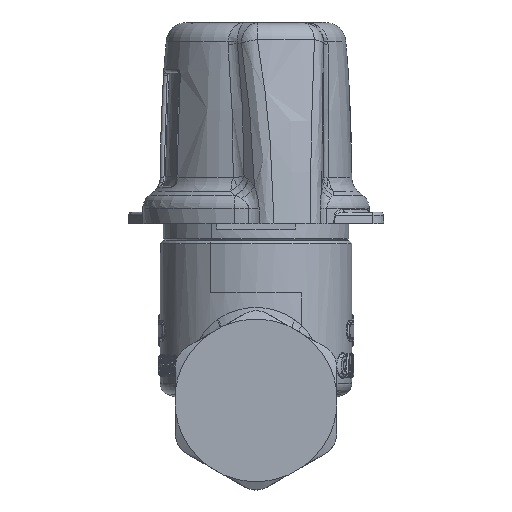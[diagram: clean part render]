
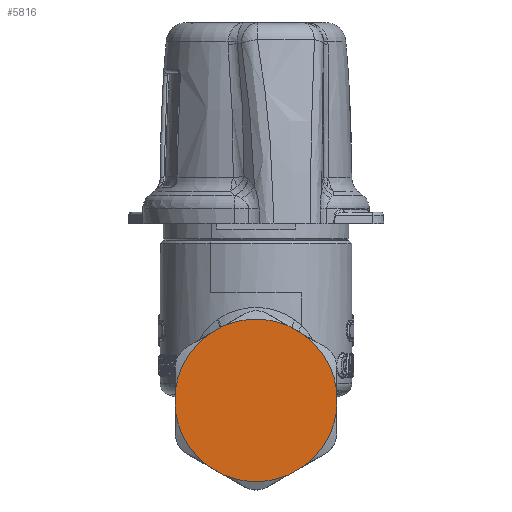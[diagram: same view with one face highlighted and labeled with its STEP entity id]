
A CAD part, front view. The second image highlights one B-rep face of the part: STEP entity #5816.
In plain terms, the highlighted planar face has unit normal (0, -1, 0).
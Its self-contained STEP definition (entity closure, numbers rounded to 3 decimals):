
#5429=CARTESIAN_POINT('Axis2P3D Location',(0.,-32.5,-40.593)) ;
#5433=CARTESIAN_POINT('Vertex',(13.9,-32.5,-38.923)) ;
#5435=CARTESIAN_POINT('Vertex',(8.397,-32.5,-29.391)) ;
#5504=CARTESIAN_POINT('Axis2P3D Location',(0.,-32.5,-40.593)) ;
#5508=CARTESIAN_POINT('Vertex',(-13.9,-32.5,-42.264)) ;
#5510=CARTESIAN_POINT('Vertex',(-8.397,-32.5,-51.796)) ;
#5625=CARTESIAN_POINT('Axis2P3D Location',(0.,-32.5,-40.593)) ;
#5629=CARTESIAN_POINT('Vertex',(-5.503,-32.5,-53.466)) ;
#5631=CARTESIAN_POINT('Vertex',(5.503,-32.5,-53.466)) ;
#5654=CARTESIAN_POINT('Axis2P3D Location',(0.,-32.5,-40.593)) ;
#5658=CARTESIAN_POINT('Vertex',(8.397,-32.5,-51.796)) ;
#5660=CARTESIAN_POINT('Vertex',(13.9,-32.5,-42.264)) ;
#5729=CARTESIAN_POINT('Axis2P3D Location',(0.,-32.5,-40.593)) ;
#5733=CARTESIAN_POINT('Vertex',(5.503,-32.5,-27.72)) ;
#5735=CARTESIAN_POINT('Vertex',(-5.503,-32.5,-27.72)) ;
#5758=CARTESIAN_POINT('Axis2P3D Location',(0.,-32.5,-29.893)) ;
#5763=CARTESIAN_POINT('Line Origine',(6.95,-32.5,-28.556)) ;
#5768=CARTESIAN_POINT('Line Origine',(-6.95,-32.5,-28.556)) ;
#5772=CARTESIAN_POINT('Vertex',(-8.397,-32.5,-29.391)) ;
#5775=CARTESIAN_POINT('Axis2P3D Location',(0.,-32.5,-40.593)) ;
#5779=CARTESIAN_POINT('Vertex',(-13.9,-32.5,-38.923)) ;
#5782=CARTESIAN_POINT('Line Origine',(-13.9,-32.5,-40.593)) ;
#5787=CARTESIAN_POINT('Line Origine',(-6.95,-32.5,-52.631)) ;
#5792=CARTESIAN_POINT('Line Origine',(6.95,-32.5,-52.631)) ;
#5797=CARTESIAN_POINT('Line Origine',(13.9,-32.5,-40.593)) ;
#5765=VECTOR('Line Direction',#5764,1.) ;
#5770=VECTOR('Line Direction',#5769,1.) ;
#5784=VECTOR('Line Direction',#5783,1.) ;
#5789=VECTOR('Line Direction',#5788,1.) ;
#5794=VECTOR('Line Direction',#5793,1.) ;
#5799=VECTOR('Line Direction',#5798,1.) ;
#5430=DIRECTION('Axis2P3D Direction',(-0.,1.,0.)) ;
#5505=DIRECTION('Axis2P3D Direction',(-0.,1.,0.)) ;
#5626=DIRECTION('Axis2P3D Direction',(-0.,1.,0.)) ;
#5655=DIRECTION('Axis2P3D Direction',(-0.,1.,0.)) ;
#5730=DIRECTION('Axis2P3D Direction',(-0.,1.,0.)) ;
#5759=DIRECTION('Axis2P3D Direction',(0.,-1.,0.)) ;
#5760=DIRECTION('Axis2P3D XDirection',(1.,0.,0.)) ;
#5764=DIRECTION('Vector Direction',(0.866,0.,-0.5)) ;
#5769=DIRECTION('Vector Direction',(-0.866,0.,-0.5)) ;
#5776=DIRECTION('Axis2P3D Direction',(0.,-1.,0.)) ;
#5783=DIRECTION('Vector Direction',(0.,0.,1.)) ;
#5788=DIRECTION('Vector Direction',(-0.866,0.,0.5)) ;
#5793=DIRECTION('Vector Direction',(0.866,0.,0.5)) ;
#5798=DIRECTION('Vector Direction',(0.,0.,-1.)) ;
#5431=AXIS2_PLACEMENT_3D('Circle Axis2P3D',#5429,#5430,$) ;
#5506=AXIS2_PLACEMENT_3D('Circle Axis2P3D',#5504,#5505,$) ;
#5627=AXIS2_PLACEMENT_3D('Circle Axis2P3D',#5625,#5626,$) ;
#5656=AXIS2_PLACEMENT_3D('Circle Axis2P3D',#5654,#5655,$) ;
#5731=AXIS2_PLACEMENT_3D('Circle Axis2P3D',#5729,#5730,$) ;
#5761=AXIS2_PLACEMENT_3D('Plane Axis2P3D',#5758,#5759,#5760) ;
#5777=AXIS2_PLACEMENT_3D('Circle Axis2P3D',#5775,#5776,$) ;
#5766=LINE('Line',#5763,#5765) ;
#5771=LINE('Line',#5768,#5770) ;
#5785=LINE('Line',#5782,#5784) ;
#5790=LINE('Line',#5787,#5789) ;
#5795=LINE('Line',#5792,#5794) ;
#5800=LINE('Line',#5797,#5799) ;
#5432=CIRCLE('generated circle',#5431,14.) ;
#5507=CIRCLE('generated circle',#5506,14.) ;
#5628=CIRCLE('generated circle',#5627,14.) ;
#5657=CIRCLE('generated circle',#5656,14.) ;
#5732=CIRCLE('generated circle',#5731,14.) ;
#5778=CIRCLE('generated circle',#5777,14.) ;
#5762=PLANE('',#5761) ;
#5437=EDGE_CURVE('',#5434,#5436,#5432,.F.) ;
#5512=EDGE_CURVE('',#5509,#5511,#5507,.F.) ;
#5633=EDGE_CURVE('',#5630,#5632,#5628,.F.) ;
#5662=EDGE_CURVE('',#5659,#5661,#5657,.F.) ;
#5737=EDGE_CURVE('',#5734,#5736,#5732,.F.) ;
#5767=EDGE_CURVE('',#5734,#5436,#5766,.T.) ;
#5774=EDGE_CURVE('',#5736,#5773,#5771,.T.) ;
#5781=EDGE_CURVE('',#5773,#5780,#5778,.T.) ;
#5786=EDGE_CURVE('',#5509,#5780,#5785,.T.) ;
#5791=EDGE_CURVE('',#5630,#5511,#5790,.T.) ;
#5796=EDGE_CURVE('',#5632,#5659,#5795,.T.) ;
#5801=EDGE_CURVE('',#5434,#5661,#5800,.T.) ;
#5803=ORIENTED_EDGE('',*,*,#5437,.T.) ;
#5804=ORIENTED_EDGE('',*,*,#5767,.F.) ;
#5805=ORIENTED_EDGE('',*,*,#5737,.T.) ;
#5806=ORIENTED_EDGE('',*,*,#5774,.T.) ;
#5807=ORIENTED_EDGE('',*,*,#5781,.T.) ;
#5808=ORIENTED_EDGE('',*,*,#5786,.F.) ;
#5809=ORIENTED_EDGE('',*,*,#5512,.T.) ;
#5810=ORIENTED_EDGE('',*,*,#5791,.F.) ;
#5811=ORIENTED_EDGE('',*,*,#5633,.T.) ;
#5812=ORIENTED_EDGE('',*,*,#5796,.T.) ;
#5813=ORIENTED_EDGE('',*,*,#5662,.T.) ;
#5814=ORIENTED_EDGE('',*,*,#5801,.F.) ;
#5802=EDGE_LOOP('',(#5803,#5804,#5805,#5806,#5807,#5808,#5809,#5810,#5811,#5812,#5813,#5814)) ;
#5434=VERTEX_POINT('',#5433) ;
#5436=VERTEX_POINT('',#5435) ;
#5509=VERTEX_POINT('',#5508) ;
#5511=VERTEX_POINT('',#5510) ;
#5630=VERTEX_POINT('',#5629) ;
#5632=VERTEX_POINT('',#5631) ;
#5659=VERTEX_POINT('',#5658) ;
#5661=VERTEX_POINT('',#5660) ;
#5734=VERTEX_POINT('',#5733) ;
#5736=VERTEX_POINT('',#5735) ;
#5773=VERTEX_POINT('',#5772) ;
#5780=VERTEX_POINT('',#5779) ;
#5816=ADVANCED_FACE('PartBody',(#5815),#5762,.T.) ;
#5815=FACE_OUTER_BOUND('',#5802,.T.) ;
